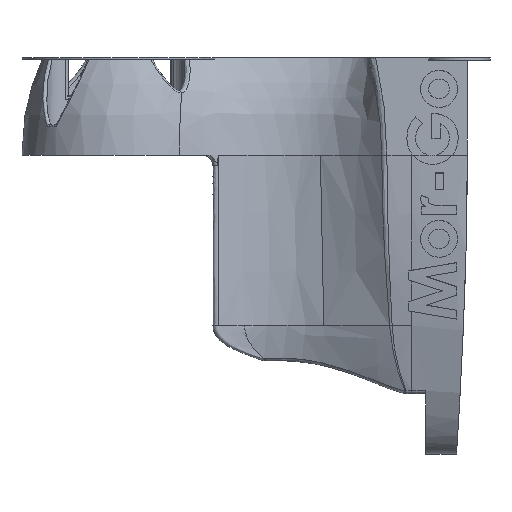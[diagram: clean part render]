
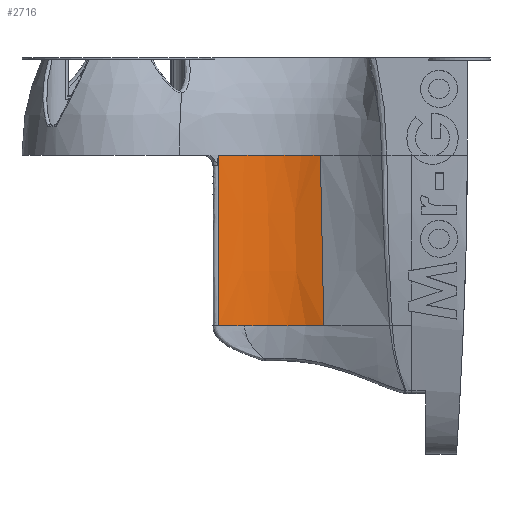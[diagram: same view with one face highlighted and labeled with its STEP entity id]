
A CAD part, left-side view. The second image highlights one B-rep face of the part: STEP entity #2716.
In plain terms, the highlighted free-form (B-spline) face has degree [3, 3] with [7, 4] control points.
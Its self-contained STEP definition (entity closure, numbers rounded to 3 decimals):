
#127 = CARTESIAN_POINT ( 'NONE',  ( -7.579, -14.176, -16.756 ) ) ;
#935 = FACE_OUTER_BOUND ( 'NONE', #9747, .T. ) ;
#1303 = CARTESIAN_POINT ( 'NONE',  ( -6.188, -29.371, -24.5 ) ) ;
#1628 = EDGE_CURVE ( 'NONE', #2198, #12434, #5828, .T. ) ;
#1663 = EDGE_CURVE ( 'NONE', #12434, #11215, #21557, .T. ) ;
#1750 = CARTESIAN_POINT ( 'NONE',  ( -5.045, -22.003, -24.5 ) ) ;
#1823 = CARTESIAN_POINT ( 'NONE',  ( -5.464, -27.159, -24.5 ) ) ;
#2198 = VERTEX_POINT ( 'NONE', #6519 ) ;
#2360 = B_SPLINE_CURVE_WITH_KNOTS ( 'NONE', 2,
 ( #3763, #12006, #10192 ),
 .UNSPECIFIED., .F., .F.,
 ( 3, 3 ),
 ( 0.499, 0.5 ),
 .UNSPECIFIED. ) ;
#2716 = ADVANCED_FACE ( 'NONE', ( #935 ), #9542, .F. ) ;
#3156 = CARTESIAN_POINT ( 'NONE',  ( -6.838, -15.307, -8.328 ) ) ;
#3308 = CARTESIAN_POINT ( 'NONE',  ( -4.98, -21.324, 0. ) ) ;
#3325 = CARTESIAN_POINT ( 'NONE',  ( -5.839, -18., -24.5 ) ) ;
#3377 = CARTESIAN_POINT ( 'NONE',  ( -4.948, -25.143, 0. ) ) ;
#3461 = EDGE_CURVE ( 'NONE', #15977, #2198, #2360, .T. ) ;
#3525 = CARTESIAN_POINT ( 'NONE',  ( -5.839, -18., -24.5 ) ) ;
#3645 = VERTEX_POINT ( 'NONE', #14404 ) ;
#3763 = CARTESIAN_POINT ( 'NONE',  ( -7.418, -14.177, 0. ) ) ;
#4785 = CARTESIAN_POINT ( 'NONE',  ( -5.551, -27.658, 0. ) ) ;
#5084 = CARTESIAN_POINT ( 'NONE',  ( -5.551, -27.658, -8.395 ) ) ;
#5104 = CARTESIAN_POINT ( 'NONE',  ( -6.188, -29.371, -24.5 ) ) ;
#5557 = ORIENTED_EDGE ( 'NONE', *, *, #1628, .F. ) ;
#5828 = B_SPLINE_CURVE_WITH_KNOTS ( 'NONE', 3,
 ( #14859, #8361, #18316, #16739 ),
 .UNSPECIFIED., .F., .F.,
 ( 4, 4 ),
 ( 0., 1. ),
 .UNSPECIFIED. ) ;
#6464 = CARTESIAN_POINT ( 'NONE',  ( -5.999, -28.88, -8.402 ) ) ;
#6519 = CARTESIAN_POINT ( 'NONE',  ( -5.999, -28.88, 0. ) ) ;
#6759 = CARTESIAN_POINT ( 'NONE',  ( -6.015, -28.936, -24.501 ) ) ;
#8142 = CARTESIAN_POINT ( 'NONE',  ( -5.857, -28.496, -24.5 ) ) ;
#8200 = CARTESIAN_POINT ( 'NONE',  ( -6.838, -15.307, 0. ) ) ;
#8361 = CARTESIAN_POINT ( 'NONE',  ( -5.999, -28.88, -8.402 ) ) ;
#8443 = CARTESIAN_POINT ( 'NONE',  ( -5.091, -21.517, -24.5 ) ) ;
#9542 = B_SPLINE_SURFACE_WITH_KNOTS ( 'NONE', 3, 3, ( 
 ( #18161, #20050, #127, #18300 ),
 ( #8200, #3156, #11725, #19903 ),
 ( #11797, #21587, #11654, #13487 ),
 ( #3308, #19981, #14845, #10046 ),
 ( #3377, #15065, #9898, #14779 ),
 ( #4785, #5084, #16724, #21514 ),
 ( #16434, #6464, #11577, #18088 ) ),
 .UNSPECIFIED., .F., .F., .F.,
 ( 4, 1, 1, 1, 4 ),
 ( 4, 4 ),
 ( 0., 0.25, 0.5, 0.75, 1. ),
 ( 0., 1. ),
 .UNSPECIFIED. ) ;
#9747 = EDGE_LOOP ( 'NONE', ( #11821, #21605, #20414, #16874, #5557 ) ) ;
#9898 = CARTESIAN_POINT ( 'NONE',  ( -5.2, -25.404, -16.918 ) ) ;
#10046 = CARTESIAN_POINT ( 'NONE',  ( -4.923, -21.682, -24.5 ) ) ;
#10192 = CARTESIAN_POINT ( 'NONE',  ( -5.999, -28.88, 0. ) ) ;
#11215 = VERTEX_POINT ( 'NONE', #11408 ) ;
#11408 = CARTESIAN_POINT ( 'NONE',  ( -5.839, -18., -24.5 ) ) ;
#11577 = CARTESIAN_POINT ( 'NONE',  ( -6.337, -29.126, -16.972 ) ) ;
#11654 = CARTESIAN_POINT ( 'NONE',  ( -5.99, -17.705, -16.81 ) ) ;
#11725 = CARTESIAN_POINT ( 'NONE',  ( -6.997, -15.325, -16.774 ) ) ;
#11740 = CARTESIAN_POINT ( 'NONE',  ( -4.994, -23.446, -24.5 ) ) ;
#11797 = CARTESIAN_POINT ( 'NONE',  ( -5.839, -17.633, 0. ) ) ;
#11821 = ORIENTED_EDGE ( 'NONE', *, *, #3461, .F. ) ;
#11865 = CARTESIAN_POINT ( 'NONE',  ( -6.425, -16.113, -24.5 ) ) ;
#11953 = CARTESIAN_POINT ( 'NONE',  ( -7.418, -14.177, 0. ) ) ;
#12006 = CARTESIAN_POINT ( 'NONE',  ( -3.445, -21.918, 0. ) ) ;
#12434 = VERTEX_POINT ( 'NONE', #1303 ) ;
#13266 = B_SPLINE_CURVE_WITH_KNOTS ( 'NONE', 2,
 ( #3525, #11865, #16574 ),
 .UNSPECIFIED., .F., .F.,
 ( 3, 3 ),
 ( 0.501, 0.501 ),
 .UNSPECIFIED. ) ;
#13273 = CARTESIAN_POINT ( 'NONE',  ( -5.583, -27.607, -24.5 ) ) ;
#13390 = EDGE_CURVE ( 'NONE', #15977, #3645, #14029, .T. ) ;
#13487 = CARTESIAN_POINT ( 'NONE',  ( -5.778, -17.777, -24.5 ) ) ;
#14029 = B_SPLINE_CURVE_WITH_KNOTS ( 'NONE', 3,
 ( #18038, #21390, #14865, #16456 ),
 .UNSPECIFIED., .F., .F.,
 ( 4, 4 ),
 ( 0., 1. ),
 .UNSPECIFIED. ) ;
#14404 = CARTESIAN_POINT ( 'NONE',  ( -7.418, -14.176, -24.5 ) ) ;
#14779 = CARTESIAN_POINT ( 'NONE',  ( -5.007, -25.665, -24.5 ) ) ;
#14796 = CARTESIAN_POINT ( 'NONE',  ( -4.997, -22.967, -24.5 ) ) ;
#14845 = CARTESIAN_POINT ( 'NONE',  ( -5.153, -21.503, -16.864 ) ) ;
#14859 = CARTESIAN_POINT ( 'NONE',  ( -5.999, -28.88, 0. ) ) ;
#14865 = CARTESIAN_POINT ( 'NONE',  ( -7.579, -14.176, -16.756 ) ) ;
#15065 = CARTESIAN_POINT ( 'NONE',  ( -4.948, -25.143, -8.382 ) ) ;
#15977 = VERTEX_POINT ( 'NONE', #11953 ) ;
#16434 = CARTESIAN_POINT ( 'NONE',  ( -5.999, -28.88, 0. ) ) ;
#16456 = CARTESIAN_POINT ( 'NONE',  ( -7.418, -14.176, -24.5 ) ) ;
#16574 = CARTESIAN_POINT ( 'NONE',  ( -7.418, -14.176, -24.5 ) ) ;
#16724 = CARTESIAN_POINT ( 'NONE',  ( -5.867, -27.92, -16.954 ) ) ;
#16739 = CARTESIAN_POINT ( 'NONE',  ( -6.188, -29.371, -24.5 ) ) ;
#16874 = ORIENTED_EDGE ( 'NONE', *, *, #1663, .F. ) ;
#17128 = EDGE_CURVE ( 'NONE', #11215, #3645, #13266, .T. ) ;
#18038 = CARTESIAN_POINT ( 'NONE',  ( -7.418, -14.177, 0. ) ) ;
#18088 = CARTESIAN_POINT ( 'NONE',  ( -6.188, -29.371, -24.5 ) ) ;
#18161 = CARTESIAN_POINT ( 'NONE',  ( -7.418, -14.176, 0. ) ) ;
#18175 = CARTESIAN_POINT ( 'NONE',  ( -5.048, -24.87, -24.5 ) ) ;
#18300 = CARTESIAN_POINT ( 'NONE',  ( -7.418, -14.176, -24.5 ) ) ;
#18316 = CARTESIAN_POINT ( 'NONE',  ( -6.337, -29.126, -16.972 ) ) ;
#18397 = CARTESIAN_POINT ( 'NONE',  ( -5.166, -25.798, -24.5 ) ) ;
#19848 = CARTESIAN_POINT ( 'NONE',  ( -5.295, -20.038, -24.5 ) ) ;
#19903 = CARTESIAN_POINT ( 'NONE',  ( -6.82, -15.343, -24.5 ) ) ;
#19981 = CARTESIAN_POINT ( 'NONE',  ( -4.98, -21.324, -8.361 ) ) ;
#20050 = CARTESIAN_POINT ( 'NONE',  ( -7.418, -14.176, -8.321 ) ) ;
#20414 = ORIENTED_EDGE ( 'NONE', *, *, #17128, .F. ) ;
#21390 = CARTESIAN_POINT ( 'NONE',  ( -7.418, -14.176, -8.321 ) ) ;
#21514 = CARTESIAN_POINT ( 'NONE',  ( -5.711, -28.182, -24.5 ) ) ;
#21557 = B_SPLINE_CURVE_WITH_KNOTS ( 'NONE', 3,
 ( #5104, #6759, #8142, #13273, #1823, #18397, #18175, #11740, #14796, #1750, #8443, #19848, #21602, #3325 ),
 .UNSPECIFIED., .F., .F.,
 ( 4, 2, 2, 2, 2, 2, 4 ),
 ( 0., 1.399, 2.797, 5.594, 6.993, 8.392, 11.189 ),
 .UNSPECIFIED. ) ;
#21587 = CARTESIAN_POINT ( 'NONE',  ( -5.839, -17.633, -8.341 ) ) ;
#21602 = CARTESIAN_POINT ( 'NONE',  ( -5.521, -19.028, -24.5 ) ) ;
#21605 = ORIENTED_EDGE ( 'NONE', *, *, #13390, .T. ) ;
